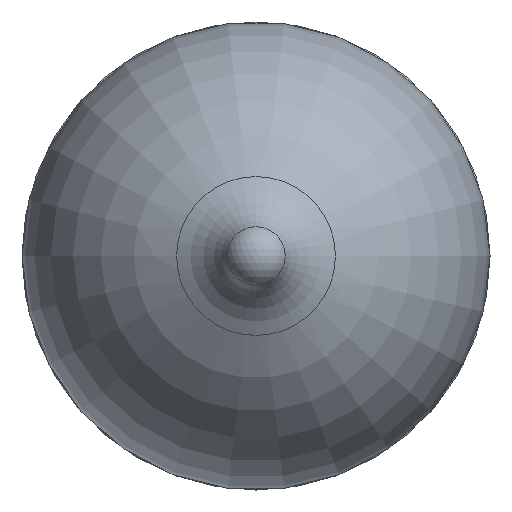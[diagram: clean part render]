
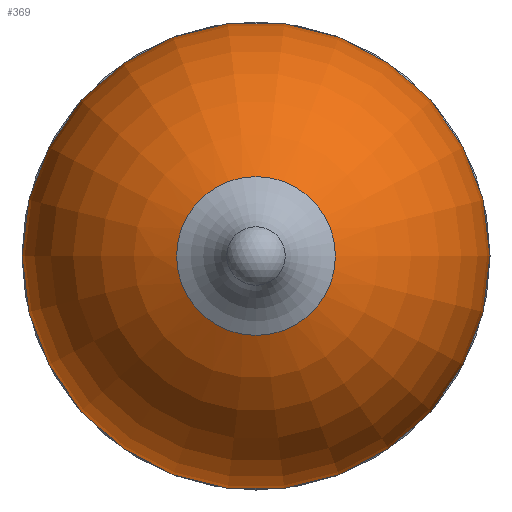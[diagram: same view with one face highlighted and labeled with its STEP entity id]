
A CAD part, front view. The second image highlights one B-rep face of the part: STEP entity #369.
In plain terms, the highlighted toroidal (fillet/blend) face has major radius 1.402 mm and minor radius 13.402 mm.
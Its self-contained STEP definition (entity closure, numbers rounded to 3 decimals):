
#142 = DIRECTION ( 'NONE',  ( 0., 1., 0. ) ) ;
#369 = ADVANCED_FACE ( 'NONE', ( #6411, #12127 ), #6832, .T. ) ;
#672 = DIRECTION ( 'NONE',  ( -1., 0., 0. ) ) ;
#960 = CIRCLE ( 'NONE', #11220, 4.073 ) ;
#1486 = CARTESIAN_POINT ( 'NONE',  ( 0., -39.81, 0. ) ) ;
#1809 = EDGE_CURVE ( 'NONE', #3859, #3859, #5482, .T. ) ;
#1865 = DIRECTION ( 'NONE',  ( -1., 0., 0. ) ) ;
#2305 = CARTESIAN_POINT ( 'NONE',  ( -4.073, -60.359, 0. ) ) ;
#2424 = EDGE_LOOP ( 'NONE', ( #9792 ) ) ;
#3859 = VERTEX_POINT ( 'NONE', #8797 ) ;
#5352 = DIRECTION ( 'NONE',  ( 0., 1., 0. ) ) ;
#5482 = CIRCLE ( 'NONE', #7311, 9.108 ) ;
#5931 = VERTEX_POINT ( 'NONE', #2305 ) ;
#6411 = FACE_OUTER_BOUND ( 'NONE', #7962, .T. ) ;
#6832 = TOROIDAL_SURFACE ( 'NONE', #10770, -1.402, 13.402 ) ;
#7311 = AXIS2_PLACEMENT_3D ( 'NONE', #1486, #5352, #672 ) ;
#7485 = CARTESIAN_POINT ( 'NONE',  ( 0., -48.126, 0. ) ) ;
#7962 = EDGE_LOOP ( 'NONE', ( #9587 ) ) ;
#8297 = DIRECTION ( 'NONE',  ( 0., 1., 0. ) ) ;
#8797 = CARTESIAN_POINT ( 'NONE',  ( -9.108, -39.81, 0. ) ) ;
#8840 = EDGE_CURVE ( 'NONE', #5931, #5931, #960, .T. ) ;
#9165 = DIRECTION ( 'NONE',  ( -1., 0., 0. ) ) ;
#9587 = ORIENTED_EDGE ( 'NONE', *, *, #1809, .F. ) ;
#9792 = ORIENTED_EDGE ( 'NONE', *, *, #8840, .T. ) ;
#10770 = AXIS2_PLACEMENT_3D ( 'NONE', #7485, #142, #1865 ) ;
#11120 = CARTESIAN_POINT ( 'NONE',  ( 0., -60.359, 0. ) ) ;
#11220 = AXIS2_PLACEMENT_3D ( 'NONE', #11120, #8297, #9165 ) ;
#12127 = FACE_OUTER_BOUND ( 'NONE', #2424, .T. ) ;
